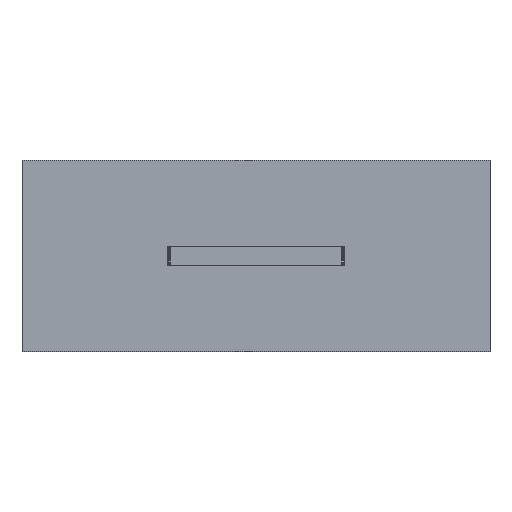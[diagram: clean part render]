
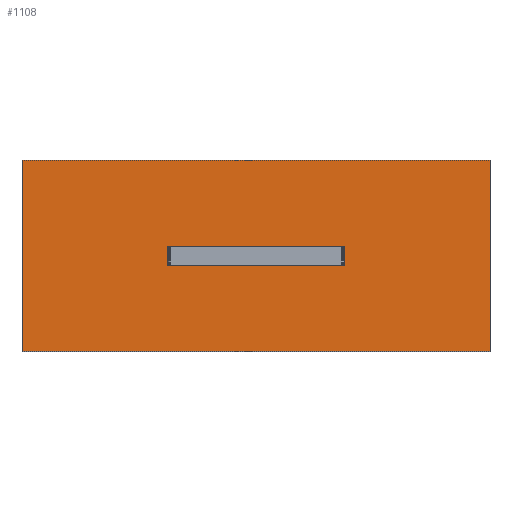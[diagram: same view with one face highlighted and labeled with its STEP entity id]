
A CAD part, top view. The second image highlights one B-rep face of the part: STEP entity #1108.
In plain terms, the highlighted planar face has unit normal (0, 0, 1).
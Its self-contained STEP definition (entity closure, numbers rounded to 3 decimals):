
#74 = CARTESIAN_POINT ( 'NONE',  ( -378.5, -154.5, 51. ) ) ;
#183 = ORIENTED_EDGE ( 'NONE', *, *, #3449, .T. ) ;
#300 = VERTEX_POINT ( 'NONE', #74 ) ;
#471 = CARTESIAN_POINT ( 'NONE',  ( -378.5, 154.5, 51. ) ) ;
#658 = CARTESIAN_POINT ( 'NONE',  ( -378.5, -154.5, 51. ) ) ;
#753 = ORIENTED_EDGE ( 'NONE', *, *, #4974, .T. ) ;
#773 = VERTEX_POINT ( 'NONE', #3963 ) ;
#794 = LINE ( 'NONE', #3245, #2933 ) ;
#829 = DIRECTION ( 'NONE',  ( 0., 1., 0. ) ) ;
#844 = FACE_OUTER_BOUND ( 'NONE', #3393, .T. ) ;
#1108 = ADVANCED_FACE ( 'NONE', ( #844 ), #4201, .F. ) ;
#1387 = DIRECTION ( 'NONE',  ( 0., 0., -1. ) ) ;
#1641 = LINE ( 'NONE', #658, #4864 ) ;
#1864 = ORIENTED_EDGE ( 'NONE', *, *, #3197, .T. ) ;
#2192 = CARTESIAN_POINT ( 'NONE',  ( 378.5, -154.5, 51. ) ) ;
#2332 = CARTESIAN_POINT ( 'NONE',  ( -378.5, 154.5, 51. ) ) ;
#2596 = DIRECTION ( 'NONE',  ( 1., 0., 0. ) ) ;
#2895 = ORIENTED_EDGE ( 'NONE', *, *, #4197, .T. ) ;
#2933 = VECTOR ( 'NONE', #829, 1000. ) ;
#3078 = DIRECTION ( 'NONE',  ( 0., -1., 0. ) ) ;
#3197 = EDGE_CURVE ( 'NONE', #3493, #300, #1641, .T. ) ;
#3245 = CARTESIAN_POINT ( 'NONE',  ( 378.5, 154.5, 51. ) ) ;
#3316 = VERTEX_POINT ( 'NONE', #3974 ) ;
#3393 = EDGE_LOOP ( 'NONE', ( #2895, #183, #753, #1864 ) ) ;
#3439 = LINE ( 'NONE', #2192, #4525 ) ;
#3449 = EDGE_CURVE ( 'NONE', #3316, #773, #794, .T. ) ;
#3493 = VERTEX_POINT ( 'NONE', #471 ) ;
#3539 = DIRECTION ( 'NONE',  ( -1., 0., 0. ) ) ;
#3545 = VECTOR ( 'NONE', #3539, 1000. ) ;
#3808 = CARTESIAN_POINT ( 'NONE',  ( 0., 0., 51. ) ) ;
#3963 = CARTESIAN_POINT ( 'NONE',  ( 378.5, 154.5, 51. ) ) ;
#3974 = CARTESIAN_POINT ( 'NONE',  ( 378.5, -154.5, 51. ) ) ;
#4178 = LINE ( 'NONE', #2332, #3545 ) ;
#4190 = AXIS2_PLACEMENT_3D ( 'NONE', #3808, #1387, #4215 ) ;
#4197 = EDGE_CURVE ( 'NONE', #300, #3316, #3439, .T. ) ;
#4201 = PLANE ( 'NONE',  #4190 ) ;
#4215 = DIRECTION ( 'NONE',  ( -1., 0., 0. ) ) ;
#4525 = VECTOR ( 'NONE', #2596, 1000. ) ;
#4864 = VECTOR ( 'NONE', #3078, 1000. ) ;
#4974 = EDGE_CURVE ( 'NONE', #773, #3493, #4178, .T. ) ;
